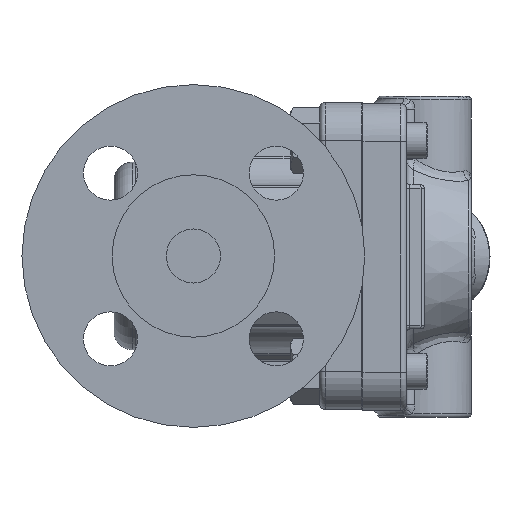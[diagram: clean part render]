
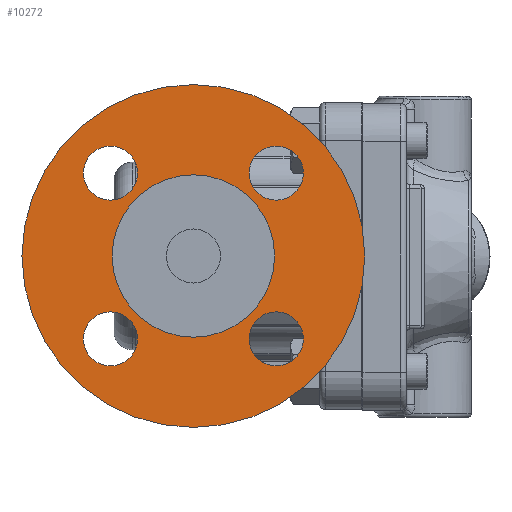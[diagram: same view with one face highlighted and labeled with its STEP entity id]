
A CAD part, left-side view. The second image highlights one B-rep face of the part: STEP entity #10272.
In plain terms, the highlighted planar face has unit normal (-1, 0, 0).
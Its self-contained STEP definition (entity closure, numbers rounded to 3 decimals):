
#760=FACE_BOUND('',#3361,.T.);
#761=FACE_BOUND('',#3362,.T.);
#762=FACE_BOUND('',#3363,.T.);
#763=FACE_BOUND('',#3364,.T.);
#764=FACE_BOUND('',#3365,.T.);
#2692=FACE_OUTER_BOUND('',#3360,.T.);
#3360=EDGE_LOOP('',(#9382));
#3361=EDGE_LOOP('',(#9383));
#3362=EDGE_LOOP('',(#9384));
#3363=EDGE_LOOP('',(#9385));
#3364=EDGE_LOOP('',(#9386));
#3365=EDGE_LOOP('',(#9387));
#3853=CIRCLE('',#11333,47.5);
#3859=CIRCLE('',#11342,7.5);
#3860=CIRCLE('',#11344,7.5);
#3861=CIRCLE('',#11346,7.5);
#3862=CIRCLE('',#11348,7.5);
#3864=CIRCLE('',#11353,22.5);
#4798=VERTEX_POINT('',#23047);
#4804=VERTEX_POINT('',#23064);
#4805=VERTEX_POINT('',#23068);
#4806=VERTEX_POINT('',#23072);
#4807=VERTEX_POINT('',#23076);
#4809=VERTEX_POINT('',#23085);
#6321=EDGE_CURVE('',#4798,#4798,#3853,.T.);
#6328=EDGE_CURVE('',#4804,#4804,#3859,.T.);
#6330=EDGE_CURVE('',#4805,#4805,#3860,.T.);
#6332=EDGE_CURVE('',#4806,#4806,#3861,.T.);
#6334=EDGE_CURVE('',#4807,#4807,#3862,.T.);
#6338=EDGE_CURVE('',#4809,#4809,#3864,.T.);
#9382=ORIENTED_EDGE('',*,*,#6321,.F.);
#9383=ORIENTED_EDGE('',*,*,#6334,.F.);
#9384=ORIENTED_EDGE('',*,*,#6332,.F.);
#9385=ORIENTED_EDGE('',*,*,#6330,.F.);
#9386=ORIENTED_EDGE('',*,*,#6328,.F.);
#9387=ORIENTED_EDGE('',*,*,#6338,.F.);
#9650=PLANE('',#11352);
#10272=ADVANCED_FACE('',(#2692,#760,#761,#762,#763,#764),#9650,.T.);
#11333=AXIS2_PLACEMENT_3D('',#23049,#13948,#13949);
#11342=AXIS2_PLACEMENT_3D('',#23065,#13967,#13968);
#11344=AXIS2_PLACEMENT_3D('',#23069,#13972,#13973);
#11346=AXIS2_PLACEMENT_3D('',#23073,#13977,#13978);
#11348=AXIS2_PLACEMENT_3D('',#23077,#13982,#13983);
#11352=AXIS2_PLACEMENT_3D('',#23084,#13992,#13993);
#11353=AXIS2_PLACEMENT_3D('',#23086,#13994,#13995);
#13948=DIRECTION('center_axis',(1.,0.,0.));
#13949=DIRECTION('ref_axis',(0.,0.,
-1.));
#13967=DIRECTION('center_axis',(-1.,0.,0.));
#13968=DIRECTION('ref_axis',(0.,0.,
1.));
#13972=DIRECTION('center_axis',(-1.,0.,0.));
#13973=DIRECTION('ref_axis',(0.,-1.,0.));
#13977=DIRECTION('center_axis',(-1.,0.,0.));
#13978=DIRECTION('ref_axis',(0.,0.,
-1.));
#13982=DIRECTION('center_axis',(-1.,0.,0.));
#13983=DIRECTION('ref_axis',(0.,1.,0.));
#13992=DIRECTION('center_axis',(-1.,0.,0.));
#13993=DIRECTION('ref_axis',(0.,0.,
1.));
#13994=DIRECTION('center_axis',(-1.,0.,0.));
#13995=DIRECTION('ref_axis',(0.,0.,
-1.));
#23047=CARTESIAN_POINT('',(-79.706,10.202,49.388));
#23049=CARTESIAN_POINT('Origin',(-79.706,10.202,1.888));
#23064=CARTESIAN_POINT('',(-79.706,33.183,-28.593));
#23065=CARTESIAN_POINT('Origin',(-79.706,33.183,-21.093));
#23068=CARTESIAN_POINT('',(-79.706,40.683,24.868));
#23069=CARTESIAN_POINT('Origin',(-79.706,33.183,24.868));
#23072=CARTESIAN_POINT('',(-79.706,-12.779,32.368));
#23073=CARTESIAN_POINT('Origin',(-79.706,-12.779,24.868));
#23076=CARTESIAN_POINT('',(-79.706,-20.279,-21.093));
#23077=CARTESIAN_POINT('Origin',(-79.706,-12.779,-21.093));
#23084=CARTESIAN_POINT('Origin',(-79.706,10.202,1.888));
#23085=CARTESIAN_POINT('',(-79.706,10.202,24.388));
#23086=CARTESIAN_POINT('Origin',(-79.706,10.202,1.888));
